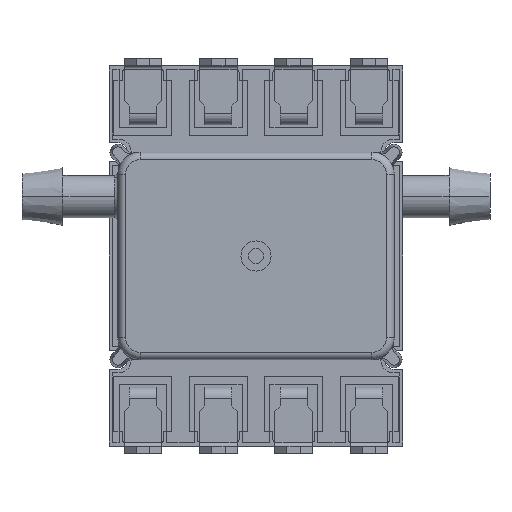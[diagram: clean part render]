
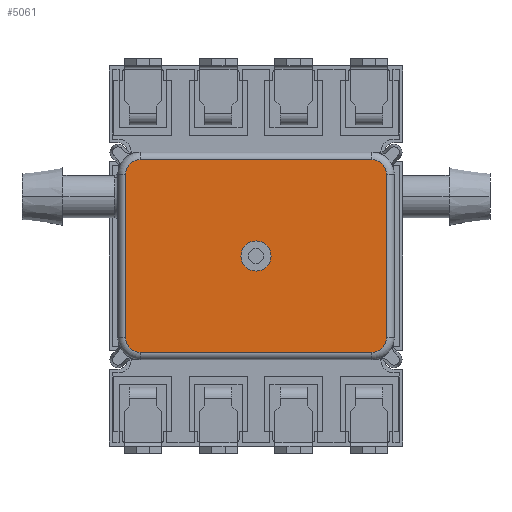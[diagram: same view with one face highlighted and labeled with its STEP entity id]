
A CAD part, front view. The second image highlights one B-rep face of the part: STEP entity #5061.
In plain terms, the highlighted face is planar.
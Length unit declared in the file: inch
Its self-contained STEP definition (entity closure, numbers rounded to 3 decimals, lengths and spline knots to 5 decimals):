
#1337 = CIRCLE ( 'NONE', #10867, 0.02 ) ;
#1740 = CARTESIAN_POINT ( 'NONE',  ( 0.15354, 0.10472, -0.10807 ) ) ;
#1741 = DIRECTION ( 'NONE',  ( 0., 1., 0. ) ) ;
#1742 = CARTESIAN_POINT ( 'NONE',  ( 0.15354, 0.10472, 0.10807 ) ) ;
#1754 = DIRECTION ( 'NONE',  ( 0., 0., 1. ) ) ;
#1777 = DIRECTION ( 'NONE',  ( 0., 0., 1. ) ) ;
#1784 = CARTESIAN_POINT ( 'NONE',  ( 0.15354, 0.10472, 0.1276 ) ) ;
#1787 = CARTESIAN_POINT ( 'NONE',  ( -0.17307, 0.10472, 0.10807 ) ) ;
#1791 = DIRECTION ( 'NONE',  ( 1., 0., 0. ) ) ;
#1792 = DIRECTION ( 'NONE',  ( 0., 1., 0. ) ) ;
#1794 = CARTESIAN_POINT ( 'NONE',  ( 0.17307, 0.10472, -0.10807 ) ) ;
#1800 = DIRECTION ( 'NONE',  ( 0., 1., 0. ) ) ;
#1801 = DIRECTION ( 'NONE',  ( 0., 0., 1. ) ) ;
#1810 = CARTESIAN_POINT ( 'NONE',  ( -0.15354, 0.10472, -0.10807 ) ) ;
#1811 = DIRECTION ( 'NONE',  ( 0., 0., -1. ) ) ;
#1815 = DIRECTION ( 'NONE',  ( 0., 0., 1. ) ) ;
#1831 = DIRECTION ( 'NONE',  ( 0., 1., 0. ) ) ;
#1851 = DIRECTION ( 'NONE',  ( 0., 0., 1. ) ) ;
#1855 = CARTESIAN_POINT ( 'NONE',  ( 0., 0.10472, 0. ) ) ;
#1874 = CARTESIAN_POINT ( 'NONE',  ( -0.15354, 0.10472, 0.10807 ) ) ;
#1875 = DIRECTION ( 'NONE',  ( 0., 1., 0. ) ) ;
#1890 = DIRECTION ( 'NONE',  ( 0., 0., 1. ) ) ;
#2056 = CARTESIAN_POINT ( 'NONE',  ( -0.15354, 0.10472, -0.1276 ) ) ;
#2061 = DIRECTION ( 'NONE',  ( -1., 0., 0. ) ) ;
#2624 = VERTEX_POINT ( 'NONE', #3299 ) ;
#2650 = VERTEX_POINT ( 'NONE', #3303 ) ;
#2658 = VERTEX_POINT ( 'NONE', #3273 ) ;
#2664 = VERTEX_POINT ( 'NONE', #3322 ) ;
#2665 = VERTEX_POINT ( 'NONE', #3348 ) ;
#2673 = VERTEX_POINT ( 'NONE', #3376 ) ;
#2677 = VERTEX_POINT ( 'NONE', #3336 ) ;
#2681 = VERTEX_POINT ( 'NONE', #3327 ) ;
#3273 = CARTESIAN_POINT ( 'NONE',  ( -0.17307, 0.10472, 0.10807 ) ) ;
#3299 = CARTESIAN_POINT ( 'NONE',  ( 0.15354, 0.10472, -0.1276 ) ) ;
#3303 = CARTESIAN_POINT ( 'NONE',  ( 0.17307, 0.10472, 0.10807 ) ) ;
#3322 = CARTESIAN_POINT ( 'NONE',  ( 0.15354, 0.10472, 0.1276 ) ) ;
#3327 = CARTESIAN_POINT ( 'NONE',  ( -0.15354, 0.10472, -0.1276 ) ) ;
#3336 = CARTESIAN_POINT ( 'NONE',  ( 0.17307, 0.10472, -0.10807 ) ) ;
#3348 = CARTESIAN_POINT ( 'NONE',  ( -0.17307, 0.10472, -0.10807 ) ) ;
#3376 = CARTESIAN_POINT ( 'NONE',  ( -0.15354, 0.10472, 0.1276 ) ) ;
#3975 = CARTESIAN_POINT ( 'NONE',  ( 0., 0.10472, -0.02 ) ) ;
#4180 = VERTEX_POINT ( 'NONE', #3975 ) ;
#5061 = ADVANCED_FACE ( 'NONE', ( #15975, #16011 ), #8586, .T. ) ;
#6394 = EDGE_LOOP ( 'NONE', ( #14827, #14851 ) ) ;
#6433 = EDGE_LOOP ( 'NONE', ( #14877, #6610, #6607, #6600, #6563, #6571, #6526, #6562 ) ) ;
#6526 = ORIENTED_EDGE ( 'NONE', *, *, #14400, .T. ) ;
#6562 = ORIENTED_EDGE ( 'NONE', *, *, #14311, .T. ) ;
#6563 = ORIENTED_EDGE ( 'NONE', *, *, #14312, .T. ) ;
#6571 = ORIENTED_EDGE ( 'NONE', *, *, #14300, .T. ) ;
#6600 = ORIENTED_EDGE ( 'NONE', *, *, #14308, .T. ) ;
#6607 = ORIENTED_EDGE ( 'NONE', *, *, #14317, .T. ) ;
#6610 = ORIENTED_EDGE ( 'NONE', *, *, #14350, .T. ) ;
#8586 = PLANE ( 'NONE',  #10582 ) ;
#8599 = DIRECTION ( 'NONE',  ( 0., 0., 1. ) ) ;
#8606 = CARTESIAN_POINT ( 'NONE',  ( -0.15354, 0.10472, 0.10807 ) ) ;
#8610 = DIRECTION ( 'NONE',  ( 0., 1., 0. ) ) ;
#8740 = VECTOR ( 'NONE', #1777, 39.37008 ) ;
#8743 = CIRCLE ( 'NONE', #10902, 0.01953 ) ;
#8748 = VECTOR ( 'NONE', #1811, 39.37008 ) ;
#8750 = VECTOR ( 'NONE', #1791, 39.37008 ) ;
#8755 = LINE ( 'NONE', #1784, #8750 ) ;
#8757 = CIRCLE ( 'NONE', #10901, 0.01953 ) ;
#8758 = CIRCLE ( 'NONE', #10908, 0.01953 ) ;
#8759 = LINE ( 'NONE', #1787, #8740 ) ;
#8772 = LINE ( 'NONE', #1794, #8748 ) ;
#8785 = CIRCLE ( 'NONE', #10943, 0.01953 ) ;
#8788 = CIRCLE ( 'NONE', #10918, 0.02 ) ;
#8851 = VECTOR ( 'NONE', #2061, 39.37008 ) ;
#8866 = LINE ( 'NONE', #2056, #8851 ) ;
#10582 = AXIS2_PLACEMENT_3D ( 'NONE', #8606, #8610, #8599 ) ;
#10758 = VERTEX_POINT ( 'NONE', #11269 ) ;
#10867 = AXIS2_PLACEMENT_3D ( 'NONE', #12072, #12127, #12132 ) ;
#10901 = AXIS2_PLACEMENT_3D ( 'NONE', #1742, #1800, #1801 ) ;
#10902 = AXIS2_PLACEMENT_3D ( 'NONE', #1740, #1741, #1754 ) ;
#10908 = AXIS2_PLACEMENT_3D ( 'NONE', #1810, #1792, #1815 ) ;
#10918 = AXIS2_PLACEMENT_3D ( 'NONE', #1855, #1831, #1851 ) ;
#10943 = AXIS2_PLACEMENT_3D ( 'NONE', #1874, #1875, #1890 ) ;
#11269 = CARTESIAN_POINT ( 'NONE',  ( 0., 0.10472, 0.02 ) ) ;
#12072 = CARTESIAN_POINT ( 'NONE',  ( 0., 0.10472, 0. ) ) ;
#12127 = DIRECTION ( 'NONE',  ( 0., 1., 0. ) ) ;
#12132 = DIRECTION ( 'NONE',  ( 0., 0., 1. ) ) ;
#14155 = EDGE_CURVE ( 'NONE', #4180, #10758, #1337, .T. ) ;
#14300 = EDGE_CURVE ( 'NONE', #2677, #2624, #8743, .T. ) ;
#14308 = EDGE_CURVE ( 'NONE', #2664, #2650, #8757, .T. ) ;
#14311 = EDGE_CURVE ( 'NONE', #2681, #2665, #8758, .T. ) ;
#14312 = EDGE_CURVE ( 'NONE', #2650, #2677, #8772, .T. ) ;
#14317 = EDGE_CURVE ( 'NONE', #2673, #2664, #8755, .T. ) ;
#14319 = EDGE_CURVE ( 'NONE', #2665, #2658, #8759, .T. ) ;
#14326 = EDGE_CURVE ( 'NONE', #10758, #4180, #8788, .T. ) ;
#14350 = EDGE_CURVE ( 'NONE', #2658, #2673, #8785, .T. ) ;
#14400 = EDGE_CURVE ( 'NONE', #2624, #2681, #8866, .T. ) ;
#14827 = ORIENTED_EDGE ( 'NONE', *, *, #14326, .F. ) ;
#14851 = ORIENTED_EDGE ( 'NONE', *, *, #14155, .F. ) ;
#14877 = ORIENTED_EDGE ( 'NONE', *, *, #14319, .T. ) ;
#15975 = FACE_BOUND ( 'NONE', #6394, .T. ) ;
#16011 = FACE_OUTER_BOUND ( 'NONE', #6433, .T. ) ;
